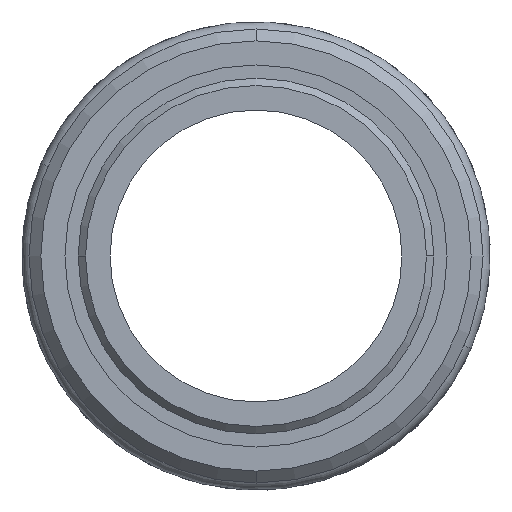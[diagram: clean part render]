
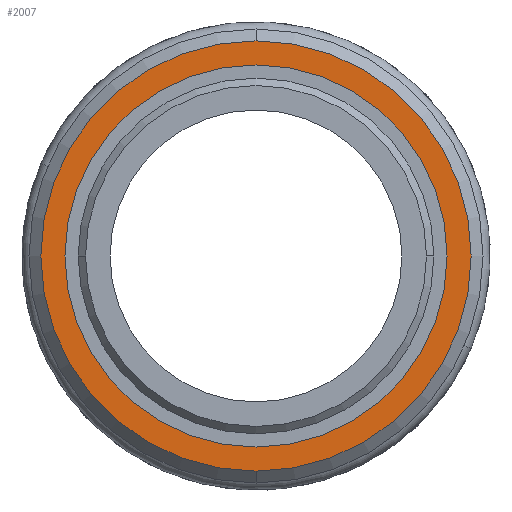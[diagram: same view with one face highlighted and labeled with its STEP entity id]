
A CAD part, front view. The second image highlights one B-rep face of the part: STEP entity #2007.
In plain terms, the highlighted planar face has unit normal (0, -1, 0).
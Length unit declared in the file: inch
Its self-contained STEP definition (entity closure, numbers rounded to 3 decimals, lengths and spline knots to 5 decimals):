
#86 = DIRECTION ( 'NONE',  ( 0., 0., -1. ) ) ;
#194 = ORIENTED_EDGE ( 'NONE', *, *, #1923, .F. ) ;
#262 = CIRCLE ( 'NONE', #2041, 0.726 ) ;
#331 = ORIENTED_EDGE ( 'NONE', *, *, #2005, .F. ) ;
#401 = CARTESIAN_POINT ( 'NONE',  ( 0., -1.125, 0. ) ) ;
#423 = PLANE ( 'NONE',  #559 ) ;
#481 = CIRCLE ( 'NONE', #1437, 0.64475 ) ;
#559 = AXIS2_PLACEMENT_3D ( 'NONE', #779, #1142, #86 ) ;
#577 = DIRECTION ( 'NONE',  ( 0., 0., -1. ) ) ;
#690 = DIRECTION ( 'NONE',  ( 0., -1., 0. ) ) ;
#758 = CARTESIAN_POINT ( 'NONE',  ( 0., -1.125, 0. ) ) ;
#779 = CARTESIAN_POINT ( 'NONE',  ( 0.726, -1.125, 0. ) ) ;
#812 = CARTESIAN_POINT ( 'NONE',  ( 0., -1.125, -0.726 ) ) ;
#820 = EDGE_LOOP ( 'NONE', ( #1573, #1305 ) ) ;
#844 = FACE_BOUND ( 'NONE', #1386, .T. ) ;
#893 = CARTESIAN_POINT ( 'NONE',  ( 0., -1.125, -0.64475 ) ) ;
#904 = EDGE_CURVE ( 'NONE', #1381, #1287, #262, .T. ) ;
#940 = DIRECTION ( 'NONE',  ( 0., 0., -1. ) ) ;
#965 = DIRECTION ( 'NONE',  ( 0., -1., 0. ) ) ;
#981 = AXIS2_PLACEMENT_3D ( 'NONE', #758, #1989, #940 ) ;
#1016 = VERTEX_POINT ( 'NONE', #893 ) ;
#1142 = DIRECTION ( 'NONE',  ( 0., -1., 0. ) ) ;
#1184 = EDGE_CURVE ( 'NONE', #1287, #1381, #1678, .T. ) ;
#1287 = VERTEX_POINT ( 'NONE', #2026 ) ;
#1305 = ORIENTED_EDGE ( 'NONE', *, *, #904, .T. ) ;
#1321 = CIRCLE ( 'NONE', #2027, 0.64475 ) ;
#1354 = VERTEX_POINT ( 'NONE', #1689 ) ;
#1381 = VERTEX_POINT ( 'NONE', #812 ) ;
#1386 = EDGE_LOOP ( 'NONE', ( #331, #194 ) ) ;
#1437 = AXIS2_PLACEMENT_3D ( 'NONE', #401, #1642, #577 ) ;
#1573 = ORIENTED_EDGE ( 'NONE', *, *, #1184, .T. ) ;
#1642 = DIRECTION ( 'NONE',  ( 0., -1., 0. ) ) ;
#1678 = CIRCLE ( 'NONE', #981, 0.726 ) ;
#1689 = CARTESIAN_POINT ( 'NONE',  ( 0., -1.125, 0.64475 ) ) ;
#1752 = CARTESIAN_POINT ( 'NONE',  ( 0., -1.125, 0. ) ) ;
#1919 = DIRECTION ( 'NONE',  ( 0., 0., -1. ) ) ;
#1923 = EDGE_CURVE ( 'NONE', #1354, #1016, #481, .T. ) ;
#1989 = DIRECTION ( 'NONE',  ( 0., -1., 0. ) ) ;
#2005 = EDGE_CURVE ( 'NONE', #1016, #1354, #1321, .T. ) ;
#2007 = ADVANCED_FACE ( 'NONE', ( #2243, #844 ), #423, .T. ) ;
#2011 = CARTESIAN_POINT ( 'NONE',  ( 0., -1.125, 0. ) ) ;
#2026 = CARTESIAN_POINT ( 'NONE',  ( 0., -1.125, 0.726 ) ) ;
#2027 = AXIS2_PLACEMENT_3D ( 'NONE', #2011, #965, #2180 ) ;
#2041 = AXIS2_PLACEMENT_3D ( 'NONE', #1752, #690, #1919 ) ;
#2180 = DIRECTION ( 'NONE',  ( 0., 0., -1. ) ) ;
#2243 = FACE_OUTER_BOUND ( 'NONE', #820, .T. ) ;
